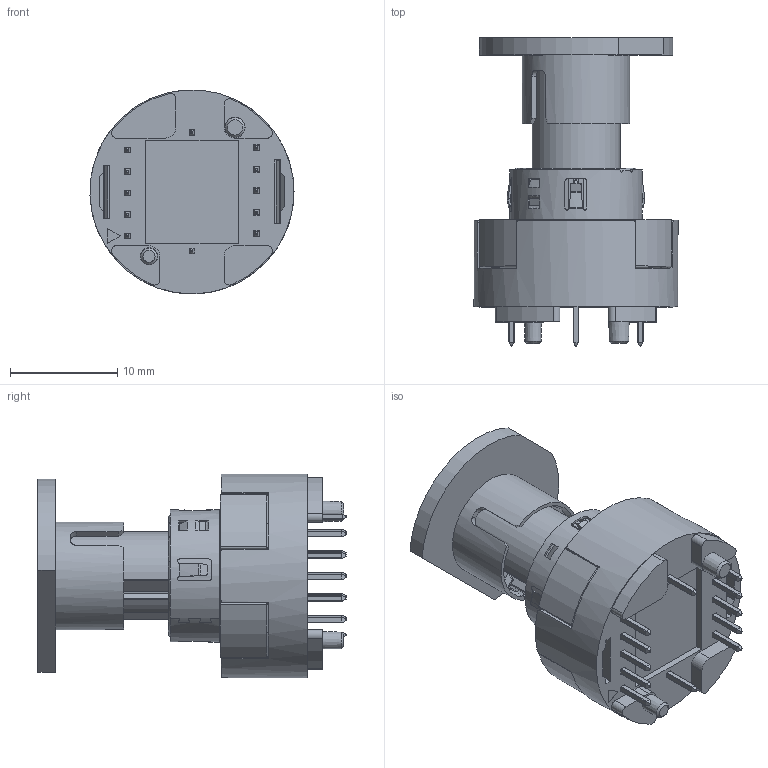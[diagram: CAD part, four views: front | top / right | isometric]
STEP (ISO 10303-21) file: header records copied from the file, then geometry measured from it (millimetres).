
FILE_DESCRIPTION(/* description */ ('Unknown'),/* implementation_level */ '2;1');
FILE_NAME(/* name */ '749600010',/* time_stamp */ '2021-03-26T08:21:11+01:00',/* author */ ('Unknown'),/* organization */ ('Unknown'),/* preprocessor_version */ 'ST-DEVELOPER v16.7',/* originating_system */ 'DEX',/* authorisation */ $);
FILE_SCHEMA (('AUTOMOTIVE_DESIGN {1 0 10303 214 3 1 1}'));
Products named in the file (12): 749600010; Cover; M12 D code plastic; 5 PIN Header; 0.5SQ Terminal L8; SQ0.5 Terminal L10; D code_Cap; SPRING_1; Terminal; PDR-18090_PCB_V9_4step; PDR-18090_PCB_V9_4.STEP; _s__12PDR-18090_PCB_V9_4.STEP
Assembly tree (20 placements, depth 4):
  749600010
    Cover
    M12 D code plastic
    5 PIN Header  x2
      0.5SQ Terminal L8
    SQ0.5 Terminal L10  x2
    D code_Cap
    SPRING_1
    Terminal  x4
    PDR-18090_PCB_V9_4step
      PDR-18090_PCB_V9_4.STEP
        _s__12PDR-18090_PCB_V9_4.STEP
Bounding box: 18.99 x 28.78 x 18.98 mm (x, y, z)
Volume: 2968.4 mm3; surface area: 5977.8 mm2
Topology: 28 solids, 28 shells, 2466 faces, 6982 edges, 4599 vertices
Faces by surface type: plane 1451, cylinder 601, bspline 294, torus 63, cone 35, sphere 22
Full cylindrical faces by diameter (mm): 0.05 x80, 0.75 x10, 0.9 x2, 1 x5, 1.1 x5, 1.2 x1, 1.3 x1, 1.5 x1, 1.7 x4, 10 x1, 19 x1
Entity records: 76517 total; most frequent: CARTESIAN_POINT 19223, ORIENTED_EDGE 10466, DIRECTION 8923, EDGE_CURVE 5233, VERTEX_POINT 3534, LINE 3399, VECTOR 3399, AXIS2_PLACEMENT_3D 2762
